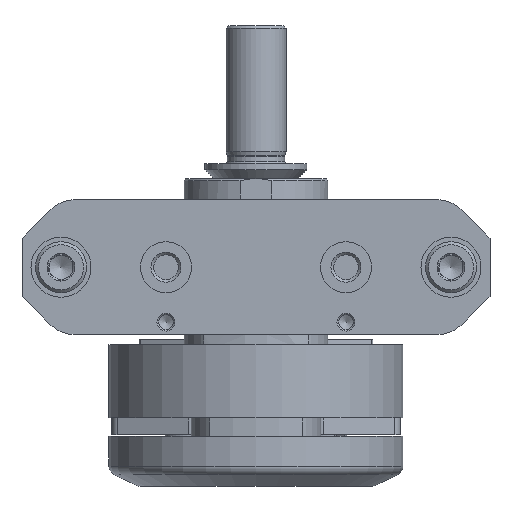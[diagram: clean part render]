
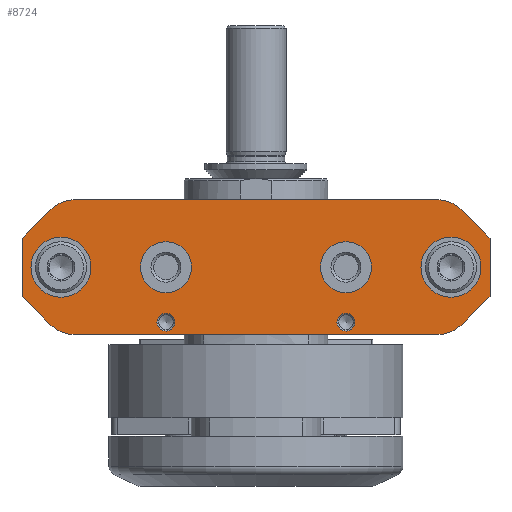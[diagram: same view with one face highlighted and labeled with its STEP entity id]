
A CAD part, front view. The second image highlights one B-rep face of the part: STEP entity #8724.
In plain terms, the highlighted planar face has unit normal (0, -1, 0).
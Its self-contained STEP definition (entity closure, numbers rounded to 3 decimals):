
#229=PLANE('',#9302);
#564=LINE('',#12996,#1130);
#579=LINE('',#13042,#1145);
#581=LINE('',#13046,#1147);
#584=LINE('',#13058,#1150);
#587=LINE('',#13066,#1153);
#589=LINE('',#13070,#1155);
#591=LINE('',#13074,#1157);
#594=LINE('',#13084,#1160);
#1130=VECTOR('',#10476,1000.);
#1145=VECTOR('',#10541,1000.);
#1147=VECTOR('',#10545,1000.);
#1150=VECTOR('',#10558,1000.);
#1153=VECTOR('',#10567,1000.);
#1155=VECTOR('',#10571,1000.);
#1157=VECTOR('',#10575,1000.);
#1160=VECTOR('',#10588,1000.);
#2027=ORIENTED_EDGE('',*,*,#3938,.F.);
#2028=ORIENTED_EDGE('',*,*,#3939,.F.);
#2029=ORIENTED_EDGE('',*,*,#3940,.F.);
#2030=ORIENTED_EDGE('',*,*,#3941,.F.);
#2031=ORIENTED_EDGE('',*,*,#3942,.F.);
#2032=ORIENTED_EDGE('',*,*,#3943,.F.);
#2033=ORIENTED_EDGE('',*,*,#3916,.F.);
#2034=ORIENTED_EDGE('',*,*,#3937,.F.);
#2035=ORIENTED_EDGE('',*,*,#3935,.F.);
#2036=ORIENTED_EDGE('',*,*,#3896,.F.);
#2037=ORIENTED_EDGE('',*,*,#3934,.F.);
#2038=ORIENTED_EDGE('',*,*,#3932,.F.);
#2039=ORIENTED_EDGE('',*,*,#3930,.F.);
#2040=ORIENTED_EDGE('',*,*,#3928,.F.);
#2041=ORIENTED_EDGE('',*,*,#3926,.F.);
#2042=ORIENTED_EDGE('',*,*,#3924,.F.);
#2043=ORIENTED_EDGE('',*,*,#3920,.F.);
#2044=ORIENTED_EDGE('',*,*,#3918,.F.);
#3896=EDGE_CURVE('',#4880,#4881,#564,.T.);
#3916=EDGE_CURVE('',#4886,#4887,#579,.T.);
#3918=EDGE_CURVE('',#4887,#4888,#581,.T.);
#3920=EDGE_CURVE('',#4888,#4889,#5503,.T.);
#3924=EDGE_CURVE('',#4889,#4892,#584,.T.);
#3926=EDGE_CURVE('',#4892,#4893,#5506,.T.);
#3928=EDGE_CURVE('',#4893,#4894,#587,.T.);
#3930=EDGE_CURVE('',#4894,#4895,#589,.T.);
#3932=EDGE_CURVE('',#4895,#4896,#591,.T.);
#3934=EDGE_CURVE('',#4896,#4880,#5507,.T.);
#3935=EDGE_CURVE('',#4881,#4897,#5508,.T.);
#3937=EDGE_CURVE('',#4897,#4886,#594,.T.);
#3938=EDGE_CURVE('',#4898,#4898,#5509,.T.);
#3939=EDGE_CURVE('',#4899,#4899,#5510,.T.);
#3940=EDGE_CURVE('',#4900,#4900,#5511,.T.);
#3941=EDGE_CURVE('',#4901,#4901,#5512,.T.);
#3942=EDGE_CURVE('',#4902,#4902,#5513,.T.);
#3943=EDGE_CURVE('',#4903,#4903,#5514,.T.);
#4880=VERTEX_POINT('',#12995);
#4881=VERTEX_POINT('',#12997);
#4886=VERTEX_POINT('',#13041);
#4887=VERTEX_POINT('',#13043);
#4888=VERTEX_POINT('',#13047);
#4889=VERTEX_POINT('',#13051);
#4892=VERTEX_POINT('',#13059);
#4893=VERTEX_POINT('',#13063);
#4894=VERTEX_POINT('',#13067);
#4895=VERTEX_POINT('',#13071);
#4896=VERTEX_POINT('',#13075);
#4897=VERTEX_POINT('',#13081);
#4898=VERTEX_POINT('',#13087);
#4899=VERTEX_POINT('',#13089);
#4900=VERTEX_POINT('',#13091);
#4901=VERTEX_POINT('',#13093);
#4902=VERTEX_POINT('',#13095);
#4903=VERTEX_POINT('',#13097);
#5503=CIRCLE('',#9288,6.);
#5506=CIRCLE('',#9293,6.);
#5507=CIRCLE('',#9298,6.);
#5508=CIRCLE('',#9300,6.);
#5509=CIRCLE('',#9303,5.);
#5510=CIRCLE('',#9304,5.);
#5511=CIRCLE('',#9305,1.5);
#5512=CIRCLE('',#9306,1.5);
#5513=CIRCLE('',#9307,4.25);
#5514=CIRCLE('',#9308,4.25);
#5958=EDGE_LOOP('',(#2027));
#5959=EDGE_LOOP('',(#2028));
#5960=EDGE_LOOP('',(#2029));
#5961=EDGE_LOOP('',(#2030));
#5962=EDGE_LOOP('',(#2031));
#5963=EDGE_LOOP('',(#2032));
#5964=EDGE_LOOP('',(#2033,#2034,#2035,#2036,#2037,#2038,#2039,#2040,#2041,
#2042,#2043,#2044));
#6572=FACE_BOUND('',#5958,.T.);
#6573=FACE_BOUND('',#5959,.T.);
#6574=FACE_BOUND('',#5960,.T.);
#6575=FACE_BOUND('',#5961,.T.);
#6576=FACE_BOUND('',#5962,.T.);
#6577=FACE_BOUND('',#5963,.T.);
#6578=FACE_BOUND('',#5964,.T.);
#8724=ADVANCED_FACE('',(#6572,#6573,#6574,#6575,#6576,#6577,#6578),#229,
 .F.);
#9288=AXIS2_PLACEMENT_3D('',#13050,#10549,#10550);
#9293=AXIS2_PLACEMENT_3D('',#13062,#10562,#10563);
#9298=AXIS2_PLACEMENT_3D('',#13078,#10579,#10580);
#9300=AXIS2_PLACEMENT_3D('',#13080,#10583,#10584);
#9302=AXIS2_PLACEMENT_3D('',#13085,#10589,#10590);
#9303=AXIS2_PLACEMENT_3D('',#13086,#10591,#10592);
#9304=AXIS2_PLACEMENT_3D('',#13088,#10593,#10594);
#9305=AXIS2_PLACEMENT_3D('',#13090,#10595,#10596);
#9306=AXIS2_PLACEMENT_3D('',#13092,#10597,#10598);
#9307=AXIS2_PLACEMENT_3D('',#13094,#10599,#10600);
#9308=AXIS2_PLACEMENT_3D('',#13096,#10601,#10602);
#10476=DIRECTION('',(-1.,0.,0.));
#10541=DIRECTION('',(0.,0.,1.));
#10545=DIRECTION('',(0.707,0.,0.707));
#10549=DIRECTION('',(0.,1.,0.));
#10550=DIRECTION('',(1.,0.,0.));
#10558=DIRECTION('',(1.,0.,0.));
#10562=DIRECTION('',(0.,1.,0.));
#10563=DIRECTION('',(1.,0.,0.));
#10567=DIRECTION('',(0.707,0.,-0.707));
#10571=DIRECTION('',(0.,0.,-1.));
#10575=DIRECTION('',(-0.707,0.,-0.707));
#10579=DIRECTION('',(0.,1.,0.));
#10580=DIRECTION('',(1.,0.,0.));
#10583=DIRECTION('',(0.,1.,0.));
#10584=DIRECTION('',(1.,0.,0.));
#10588=DIRECTION('',(-0.707,0.,0.707));
#10589=DIRECTION('',(0.,1.,0.));
#10590=DIRECTION('',(0.,0.,1.));
#10591=DIRECTION('',(0.,-1.,0.));
#10592=DIRECTION('',(0.,0.,-1.));
#10593=DIRECTION('',(0.,-1.,0.));
#10594=DIRECTION('',(0.,0.,-1.));
#10595=DIRECTION('',(0.,-1.,0.));
#10596=DIRECTION('',(0.,0.,-1.));
#10597=DIRECTION('',(0.,-1.,0.));
#10598=DIRECTION('',(0.,0.,-1.));
#10599=DIRECTION('',(0.,-1.,0.));
#10600=DIRECTION('',(0.,0.,-1.));
#10601=DIRECTION('',(0.,-1.,0.));
#10602=DIRECTION('',(0.,0.,-1.));
#12995=CARTESIAN_POINT('',(30.115,-27.,-26.));
#12996=CARTESIAN_POINT('',(30.115,-27.,-26.));
#12997=CARTESIAN_POINT('',(-30.115,-27.,-26.));
#13041=CARTESIAN_POINT('',(-39.,-27.,-19.6));
#13042=CARTESIAN_POINT('',(-39.,-27.,-19.6));
#13043=CARTESIAN_POINT('',(-39.,-27.,-9.9));
#13046=CARTESIAN_POINT('',(-39.,-27.,-9.9));
#13047=CARTESIAN_POINT('',(-34.357,-27.,-5.257));
#13050=CARTESIAN_POINT('',(-30.115,-27.,-9.5));
#13051=CARTESIAN_POINT('',(-30.115,-27.,-3.5));
#13058=CARTESIAN_POINT('',(-30.115,-27.,-3.5));
#13059=CARTESIAN_POINT('',(30.115,-27.,-3.5));
#13062=CARTESIAN_POINT('',(30.115,-27.,-9.5));
#13063=CARTESIAN_POINT('',(34.357,-27.,-5.257));
#13066=CARTESIAN_POINT('',(34.357,-27.,-5.257));
#13067=CARTESIAN_POINT('',(39.,-27.,-9.9));
#13070=CARTESIAN_POINT('',(39.,-27.,-9.9));
#13071=CARTESIAN_POINT('',(39.,-27.,-19.6));
#13074=CARTESIAN_POINT('',(39.,-27.,-19.6));
#13075=CARTESIAN_POINT('',(34.357,-27.,-24.243));
#13078=CARTESIAN_POINT('',(30.115,-27.,-20.));
#13080=CARTESIAN_POINT('',(-30.115,-27.,-20.));
#13081=CARTESIAN_POINT('',(-34.357,-27.,-24.243));
#13084=CARTESIAN_POINT('',(-34.357,-27.,-24.243));
#13085=CARTESIAN_POINT('',(-30.115,-27.,-9.5));
#13086=CARTESIAN_POINT('',(32.5,-27.,-14.75));
#13087=CARTESIAN_POINT('',(32.5,-27.,-19.75));
#13088=CARTESIAN_POINT('',(-32.5,-27.,-14.75));
#13089=CARTESIAN_POINT('',(-32.5,-27.,-19.75));
#13090=CARTESIAN_POINT('',(15.,-27.,-23.9));
#13091=CARTESIAN_POINT('',(15.,-27.,-25.4));
#13092=CARTESIAN_POINT('',(-15.,-27.,-23.9));
#13093=CARTESIAN_POINT('',(-15.,-27.,-25.4));
#13094=CARTESIAN_POINT('',(15.,-27.,-14.75));
#13095=CARTESIAN_POINT('',(15.,-27.,-19.));
#13096=CARTESIAN_POINT('',(-15.,-27.,-14.75));
#13097=CARTESIAN_POINT('',(-15.,-27.,-19.));
